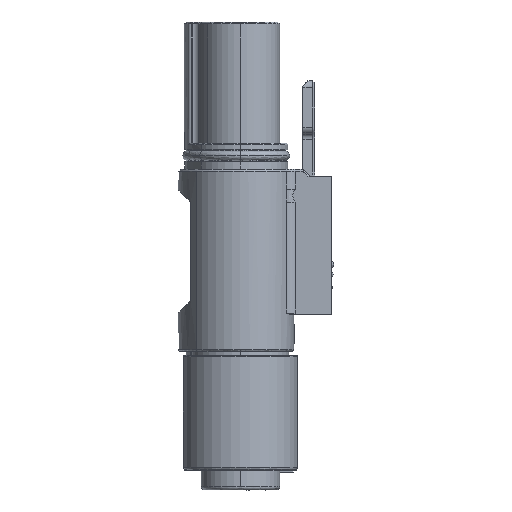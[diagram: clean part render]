
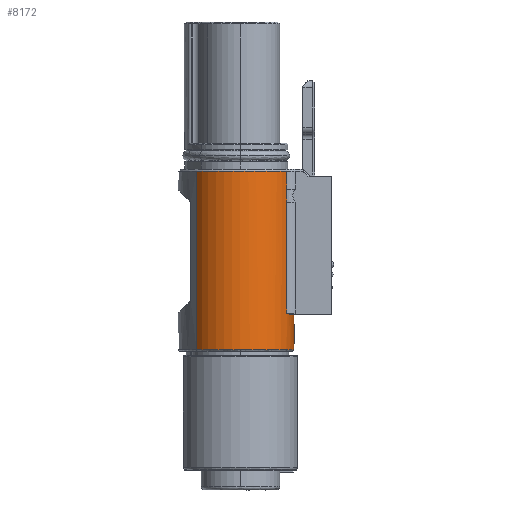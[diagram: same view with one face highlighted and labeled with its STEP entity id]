
A CAD part, left-side view. The second image highlights one B-rep face of the part: STEP entity #8172.
In plain terms, the highlighted cylindrical face has radius 8.1 mm (diameter 16.2 mm), a partial arc.
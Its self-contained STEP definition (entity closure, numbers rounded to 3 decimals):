
#135 = AXIS2_PLACEMENT_3D ( 'NONE', #17752, #7570, #9097 ) ;
#348 = CARTESIAN_POINT ( 'NONE',  ( -14.958, 7.736, -9.3 ) ) ;
#675 = ORIENTED_EDGE ( 'NONE', *, *, #13822, .T. ) ;
#933 = CIRCLE ( 'NONE', #15856, 8.1 ) ;
#1119 = EDGE_CURVE ( 'NONE', #17050, #12535, #10887, .T. ) ;
#1129 = DIRECTION ( 'NONE',  ( 0., 0., 1. ) ) ;
#1155 = DIRECTION ( 'NONE',  ( 1., 0., 0. ) ) ;
#1449 = VERTEX_POINT ( 'NONE', #14604 ) ;
#1585 = CYLINDRICAL_SURFACE ( 'NONE', #135, 8.1 ) ;
#1597 = VECTOR ( 'NONE', #18300, 1000. ) ;
#1817 = CARTESIAN_POINT ( 'NONE',  ( -13.771, -6.328, -31.087 ) ) ;
#1831 = CARTESIAN_POINT ( 'NONE',  ( -14.41, -6., -13.879 ) ) ;
#2110 = CARTESIAN_POINT ( 'NONE',  ( -14.41, -6., -79.345 ) ) ;
#2262 = ORIENTED_EDGE ( 'NONE', *, *, #7986, .T. ) ;
#2270 = EDGE_CURVE ( 'NONE', #5808, #11710, #2923, .T. ) ;
#2454 = AXIS2_PLACEMENT_3D ( 'NONE', #7582, #17762, #9045 ) ;
#2561 = CARTESIAN_POINT ( 'NONE',  ( -14.958, 7.736, -79.345 ) ) ;
#2603 = VERTEX_POINT ( 'NONE', #4577 ) ;
#2828 = DIRECTION ( 'NONE',  ( 0., 0., -1. ) ) ;
#2923 = CIRCLE ( 'NONE', #7811, 8.1 ) ;
#3078 = CIRCLE ( 'NONE', #3407, 8.1 ) ;
#3264 = CARTESIAN_POINT ( 'NONE',  ( -10.402, 1.039, -36.5 ) ) ;
#3282 = CARTESIAN_POINT ( 'NONE',  ( -14.145, -6.146, -30.929 ) ) ;
#3298 = CARTESIAN_POINT ( 'NONE',  ( -14.378, -6.018, -13.275 ) ) ;
#3407 = AXIS2_PLACEMENT_3D ( 'NONE', #3264, #13443, #4748 ) ;
#3913 = VECTOR ( 'NONE', #7078, 1000. ) ;
#3981 = LINE ( 'NONE', #2561, #14640 ) ;
#4226 = CARTESIAN_POINT ( 'NONE',  ( -13.652, -6.38, -31.161 ) ) ;
#4339 = VECTOR ( 'NONE', #1129, 1000. ) ;
#4577 = CARTESIAN_POINT ( 'NONE',  ( -14.41, -6., -9.3 ) ) ;
#4748 = DIRECTION ( 'NONE',  ( -1., 0., 0. ) ) ;
#4769 = CARTESIAN_POINT ( 'NONE',  ( -14.41, -6., -30.9 ) ) ;
#4784 = CARTESIAN_POINT ( 'NONE',  ( -14.371, -6.022, -12.891 ) ) ;
#4829 = LINE ( 'NONE', #8448, #3913 ) ;
#5379 = VERTEX_POINT ( 'NONE', #11741 ) ;
#5808 = VERTEX_POINT ( 'NONE', #14057 ) ;
#6227 = CARTESIAN_POINT ( 'NONE',  ( -14.404, -6.004, -12.286 ) ) ;
#6454 = CARTESIAN_POINT ( 'NONE',  ( -10.402, 1.039, -36.5 ) ) ;
#6668 = EDGE_CURVE ( 'NONE', #2603, #1449, #12360, .T. ) ;
#6833 = EDGE_CURVE ( 'NONE', #8026, #13622, #8227, .T. ) ;
#6863 = VERTEX_POINT ( 'NONE', #348 ) ;
#7078 = DIRECTION ( 'NONE',  ( 0., 0., 1. ) ) ;
#7545 = ORIENTED_EDGE ( 'NONE', *, *, #7907, .T. ) ;
#7570 = DIRECTION ( 'NONE',  ( 0., 0., 1. ) ) ;
#7582 = CARTESIAN_POINT ( 'NONE',  ( -10.402, 1.039, -31.2 ) ) ;
#7664 = CARTESIAN_POINT ( 'NONE',  ( -14.41, -6., -12.011 ) ) ;
#7665 = AXIS2_PLACEMENT_3D ( 'NONE', #11518, #2828, #12987 ) ;
#7811 = AXIS2_PLACEMENT_3D ( 'NONE', #6454, #16621, #7881 ) ;
#7881 = DIRECTION ( 'NONE',  ( -1., 0., 0. ) ) ;
#7907 = EDGE_CURVE ( 'NONE', #1449, #6863, #933, .T. ) ;
#7986 = EDGE_CURVE ( 'NONE', #12535, #12758, #4829, .T. ) ;
#7991 = B_SPLINE_CURVE_WITH_KNOTS ( 'NONE', 3,
 ( #10545, #1831, #11990, #3298, #13481, #4784, #14920, #6227, #16394, #7664 ),
 .UNSPECIFIED., .F., .F.,
 ( 4, 2, 2, 2, 4 ),
 ( 0., 0.25, 0.5, 0.75, 1. ),
 .UNSPECIFIED. ) ;
#7999 = CARTESIAN_POINT ( 'NONE',  ( -10.402, -7.061, -36.5 ) ) ;
#8026 = VERTEX_POINT ( 'NONE', #16025 ) ;
#8172 = ADVANCED_FACE ( 'NONE', ( #14547 ), #1585, .T. ) ;
#8227 = CIRCLE ( 'NONE', #2454, 8.1 ) ;
#8448 = CARTESIAN_POINT ( 'NONE',  ( -14.41, -6., -79.345 ) ) ;
#8482 = ORIENTED_EDGE ( 'NONE', *, *, #11610, .T. ) ;
#8985 = VERTEX_POINT ( 'NONE', #7999 ) ;
#9045 = DIRECTION ( 'NONE',  ( 1., 0., 0. ) ) ;
#9047 = CARTESIAN_POINT ( 'NONE',  ( -13.893, -6.272, -31.023 ) ) ;
#9097 = DIRECTION ( 'NONE',  ( 1., 0., 0. ) ) ;
#9168 = EDGE_CURVE ( 'NONE', #8985, #5808, #3078, .T. ) ;
#9254 = CARTESIAN_POINT ( 'NONE',  ( -14.41, -6., -13.989 ) ) ;
#9593 = LINE ( 'NONE', #2110, #17293 ) ;
#9679 = ORIENTED_EDGE ( 'NONE', *, *, #6668, .T. ) ;
#9867 = CARTESIAN_POINT ( 'NONE',  ( -13.652, -6.38, -79.345 ) ) ;
#9891 = DIRECTION ( 'NONE',  ( 0., 0., -1. ) ) ;
#9987 = CARTESIAN_POINT ( 'NONE',  ( -13.652, -6.38, -31.2 ) ) ;
#10418 = CARTESIAN_POINT ( 'NONE',  ( -14.41, -6., -30.9 ) ) ;
#10545 = CARTESIAN_POINT ( 'NONE',  ( -14.41, -6., -13.989 ) ) ;
#10810 = ORIENTED_EDGE ( 'NONE', *, *, #6833, .T. ) ;
#10887 = B_SPLINE_CURVE_WITH_KNOTS ( 'NONE', 3,
 ( #11974, #1817, #9047, #3282, #13466, #4769 ),
 .UNSPECIFIED., .F., .F.,
 ( 4, 2, 4 ),
 ( 0., 0.001, 0.001 ),
 .UNSPECIFIED. ) ;
#11344 = ORIENTED_EDGE ( 'NONE', *, *, #11912, .T. ) ;
#11518 = CARTESIAN_POINT ( 'NONE',  ( -10.402, 1.039, -9.3 ) ) ;
#11610 = EDGE_CURVE ( 'NONE', #13622, #17050, #15483, .T. ) ;
#11710 = VERTEX_POINT ( 'NONE', #15882 ) ;
#11741 = CARTESIAN_POINT ( 'NONE',  ( -14.41, -6., -12.011 ) ) ;
#11797 = ORIENTED_EDGE ( 'NONE', *, *, #2270, .F. ) ;
#11912 = EDGE_CURVE ( 'NONE', #5379, #2603, #9593, .T. ) ;
#11974 = CARTESIAN_POINT ( 'NONE',  ( -13.652, -6.38, -31.161 ) ) ;
#11990 = CARTESIAN_POINT ( 'NONE',  ( -14.404, -6.004, -13.714 ) ) ;
#12056 = EDGE_CURVE ( 'NONE', #8985, #8026, #13209, .T. ) ;
#12247 = ORIENTED_EDGE ( 'NONE', *, *, #12056, .T. ) ;
#12257 = DIRECTION ( 'NONE',  ( 0., 0., 1. ) ) ;
#12360 = CIRCLE ( 'NONE', #7665, 8.1 ) ;
#12535 = VERTEX_POINT ( 'NONE', #10418 ) ;
#12758 = VERTEX_POINT ( 'NONE', #9254 ) ;
#12982 = ORIENTED_EDGE ( 'NONE', *, *, #16926, .F. ) ;
#12987 = DIRECTION ( 'NONE',  ( 1., 0., 0. ) ) ;
#13209 = LINE ( 'NONE', #16839, #1597 ) ;
#13443 = DIRECTION ( 'NONE',  ( 0., 0., -1. ) ) ;
#13466 = CARTESIAN_POINT ( 'NONE',  ( -14.278, -6.075, -30.9 ) ) ;
#13481 = CARTESIAN_POINT ( 'NONE',  ( -14.371, -6.022, -13.11 ) ) ;
#13622 = VERTEX_POINT ( 'NONE', #9987 ) ;
#13730 = ORIENTED_EDGE ( 'NONE', *, *, #1119, .T. ) ;
#13822 = EDGE_CURVE ( 'NONE', #12758, #5379, #7991, .T. ) ;
#14021 = ORIENTED_EDGE ( 'NONE', *, *, #9168, .F. ) ;
#14057 = CARTESIAN_POINT ( 'NONE',  ( -18.502, 1.039, -36.5 ) ) ;
#14197 = DIRECTION ( 'NONE',  ( 0., 0., 1. ) ) ;
#14547 = FACE_OUTER_BOUND ( 'NONE', #18296, .T. ) ;
#14604 = CARTESIAN_POINT ( 'NONE',  ( -18.502, 1.039, -9.3 ) ) ;
#14640 = VECTOR ( 'NONE', #14197, 1000. ) ;
#14920 = CARTESIAN_POINT ( 'NONE',  ( -14.378, -6.018, -12.726 ) ) ;
#15483 = LINE ( 'NONE', #9867, #4339 ) ;
#15856 = AXIS2_PLACEMENT_3D ( 'NONE', #18565, #9891, #1155 ) ;
#15882 = CARTESIAN_POINT ( 'NONE',  ( -14.958, 7.736, -36.5 ) ) ;
#16025 = CARTESIAN_POINT ( 'NONE',  ( -10.402, -7.061, -31.2 ) ) ;
#16394 = CARTESIAN_POINT ( 'NONE',  ( -14.41, -6., -12.121 ) ) ;
#16621 = DIRECTION ( 'NONE',  ( 0., 0., -1. ) ) ;
#16839 = CARTESIAN_POINT ( 'NONE',  ( -10.402, -7.061, -70.017 ) ) ;
#16926 = EDGE_CURVE ( 'NONE', #11710, #6863, #3981, .T. ) ;
#17050 = VERTEX_POINT ( 'NONE', #4226 ) ;
#17293 = VECTOR ( 'NONE', #12257, 1000. ) ;
#17752 = CARTESIAN_POINT ( 'NONE',  ( -10.402, 1.039, -79.345 ) ) ;
#17762 = DIRECTION ( 'NONE',  ( 0., 0., -1. ) ) ;
#18296 = EDGE_LOOP ( 'NONE', ( #10810, #8482, #13730, #2262, #675, #11344, #9679, #7545, #12982, #11797, #14021, #12247 ) ) ;
#18300 = DIRECTION ( 'NONE',  ( 0., 0., 1. ) ) ;
#18565 = CARTESIAN_POINT ( 'NONE',  ( -10.402, 1.039, -9.3 ) ) ;
